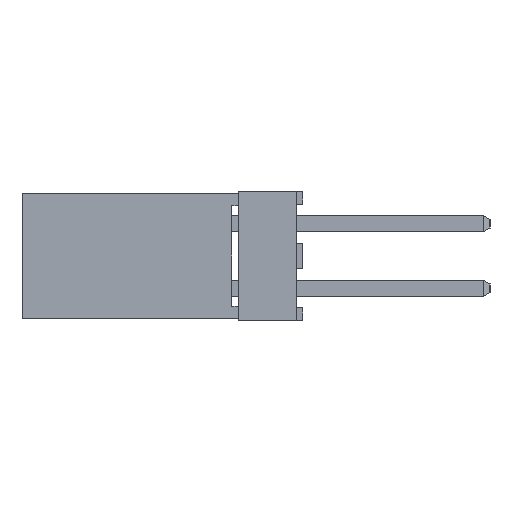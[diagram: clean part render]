
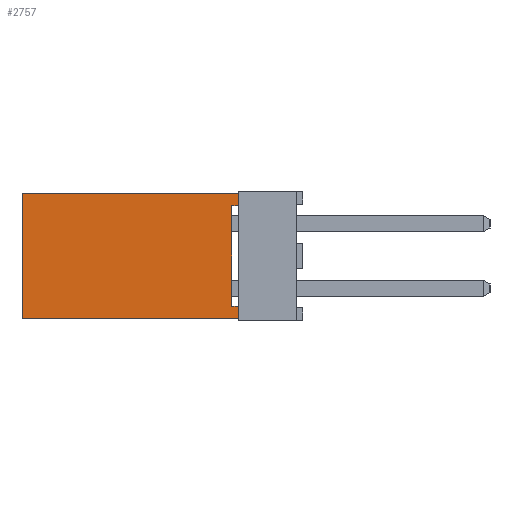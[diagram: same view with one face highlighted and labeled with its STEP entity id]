
A CAD part, left-side view. The second image highlights one B-rep face of the part: STEP entity #2757.
In plain terms, the highlighted planar face has unit normal (-1, 0, 0).
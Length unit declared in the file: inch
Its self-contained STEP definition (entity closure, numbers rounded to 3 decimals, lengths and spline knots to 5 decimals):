
#2757 = ADVANCED_FACE( '', ( #6727 ), #6728, .F. );
#6727 = FACE_OUTER_BOUND( '', #12007, .T. );
#6728 = PLANE( '', #12008 );
#12007 = EDGE_LOOP( '', ( #20094, #20095, #20096, #20097, #20098, #20099, #20100, #20101 ) );
#12008 = AXIS2_PLACEMENT_3D( '', #20102, #20103, #20104 );
#20094 = ORIENTED_EDGE( '', *, *, #31694, .T. );
#20095 = ORIENTED_EDGE( '', *, *, #34048, .T. );
#20096 = ORIENTED_EDGE( '', *, *, #34049, .F. );
#20097 = ORIENTED_EDGE( '', *, *, #34050, .F. );
#20098 = ORIENTED_EDGE( '', *, *, #34051, .T. );
#20099 = ORIENTED_EDGE( '', *, *, #31491, .T. );
#20100 = ORIENTED_EDGE( '', *, *, #34052, .T. );
#20101 = ORIENTED_EDGE( '', *, *, #34053, .T. );
#20102 = CARTESIAN_POINT( '', ( 0., 0.335, -0.0975 ) );
#20103 = DIRECTION( '', ( 1., 0., 0. ) );
#20104 = DIRECTION( '', ( 0., 0., -1. ) );
#31491 = EDGE_CURVE( '', #37647, #37645, #37648, .T. );
#31694 = EDGE_CURVE( '', #38008, #38012, #38014, .T. );
#34048 = EDGE_CURVE( '', #38012, #41999, #42000, .T. );
#34049 = EDGE_CURVE( '', #42001, #41999, #42002, .T. );
#34050 = EDGE_CURVE( '', #42003, #42001, #42004, .T. );
#34051 = EDGE_CURVE( '', #42003, #37647, #42005, .T. );
#34052 = EDGE_CURVE( '', #37645, #42006, #42007, .T. );
#34053 = EDGE_CURVE( '', #42006, #38008, #42008, .T. );
#37645 = VERTEX_POINT( '', #46711 );
#37647 = VERTEX_POINT( '', #46714 );
#37648 = LINE( '', #46715, #46716 );
#38008 = VERTEX_POINT( '', #47233 );
#38012 = VERTEX_POINT( '', #47239 );
#38014 = LINE( '', #47242, #47243 );
#41999 = VERTEX_POINT( '', #53102 );
#42000 = LINE( '', #53103, #53104 );
#42001 = VERTEX_POINT( '', #53105 );
#42002 = LINE( '', #53106, #53107 );
#42003 = VERTEX_POINT( '', #53108 );
#42004 = LINE( '', #53109, #53110 );
#42005 = LINE( '', #53111, #53112 );
#42006 = VERTEX_POINT( '', #53113 );
#42007 = LINE( '', #53114, #53115 );
#42008 = LINE( '', #53116, #53117 );
#46711 = CARTESIAN_POINT( '', ( 0., 0., -0.0775 ) );
#46714 = CARTESIAN_POINT( '', ( 0., 0., -0.0975 ) );
#46715 = CARTESIAN_POINT( '', ( 0., 0., -0.0975 ) );
#46716 = VECTOR( '', #60131, 39.37008 );
#47233 = CARTESIAN_POINT( '', ( 0., 0.01, 0.0775 ) );
#47239 = CARTESIAN_POINT( '', ( 0., 0., 0.0775 ) );
#47242 = CARTESIAN_POINT( '', ( 0., 0.01, 0.0775 ) );
#47243 = VECTOR( '', #60301, 39.37008 );
#53102 = CARTESIAN_POINT( '', ( 0., 0., 0.0975 ) );
#53103 = CARTESIAN_POINT( '', ( 0., 0., -0.0975 ) );
#53104 = VECTOR( '', #62278, 39.37008 );
#53105 = CARTESIAN_POINT( '', ( 0., 0.335, 0.0975 ) );
#53106 = CARTESIAN_POINT( '', ( 0., 0.335, 0.0975 ) );
#53107 = VECTOR( '', #62279, 39.37008 );
#53108 = CARTESIAN_POINT( '', ( 0., 0.335, -0.0975 ) );
#53109 = CARTESIAN_POINT( '', ( 0., 0.335, -0.0975 ) );
#53110 = VECTOR( '', #62280, 39.37008 );
#53111 = CARTESIAN_POINT( '', ( 0., 0.335, -0.0975 ) );
#53112 = VECTOR( '', #62281, 39.37008 );
#53113 = CARTESIAN_POINT( '', ( 0., 0.01, -0.0775 ) );
#53114 = CARTESIAN_POINT( '', ( 0., 0., -0.0775 ) );
#53115 = VECTOR( '', #62282, 39.37008 );
#53116 = CARTESIAN_POINT( '', ( 0., 0.01, -0.0775 ) );
#53117 = VECTOR( '', #62283, 39.37008 );
#60131 = DIRECTION( '', ( 0., 0., 1. ) );
#60301 = DIRECTION( '', ( 0., -1., 0. ) );
#62278 = DIRECTION( '', ( 0., 0., 1. ) );
#62279 = DIRECTION( '', ( 0., -1., 0. ) );
#62280 = DIRECTION( '', ( 0., 0., 1. ) );
#62281 = DIRECTION( '', ( 0., -1., 0. ) );
#62282 = DIRECTION( '', ( 0., 1., 0. ) );
#62283 = DIRECTION( '', ( 0., 0., 1. ) );
